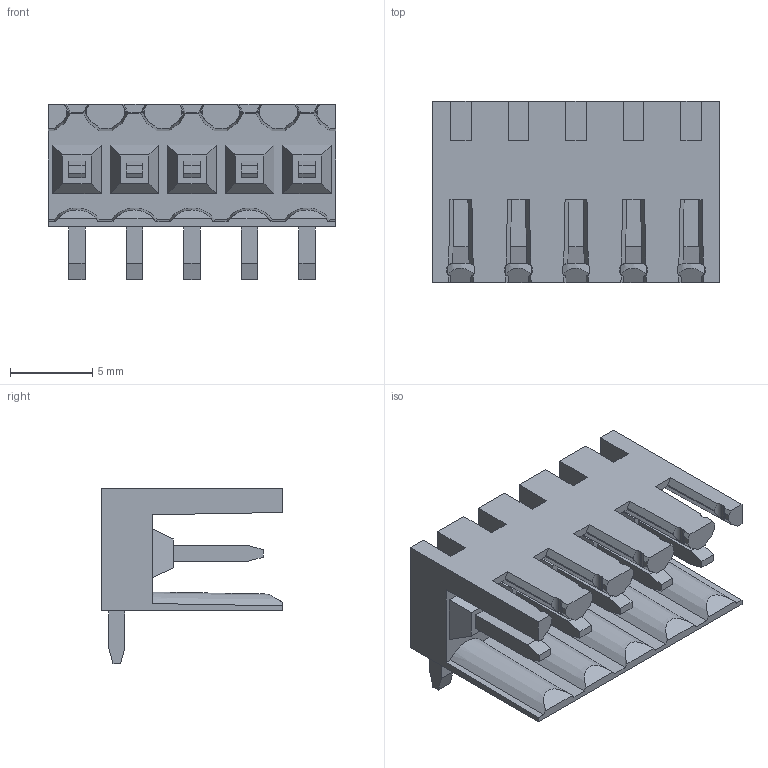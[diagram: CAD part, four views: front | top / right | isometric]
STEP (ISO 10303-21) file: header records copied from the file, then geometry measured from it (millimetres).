
FILE_DESCRIPTION(('CATIA V5 STEP Exchange','CAx-IF Rec.Pracs.--- Model Styling and Organization---1.2---2011-12-15'),'2;1');
FILE_NAME ('D1453048_0_1597240000_1597240000.stp','2018-10-10T06:00:08+00:00',('none'),('Weidmueller'),'CATIA Version 5-6 Release 2014','CATIA V5 STEP AP214','none');
FILE_SCHEMA(('AUTOMOTIVE_DESIGN { 1 0 10303 214 1 1 1 1 }'));
Length unit declared in the file: millimetre
Products named in the file (1): 1597240000
Bounding box: 17.5 x 11.05 x 10.65 mm (x, y, z)
Volume: 632.2 mm3; surface area: 1559.6 mm2
Topology: 6 solids, 6 shells, 315 faces, 923 edges, 620 vertices
Faces by surface type: plane 260, cylinder 40, cone 15
Entity records: 9821 total; most frequent: CARTESIAN_POINT 2253, ORIENTED_EDGE 1846, DIRECTION 1120, EDGE_CURVE 923, VECTOR 656, LINE 656, VERTEX_POINT 620, EDGE_LOOP 325
